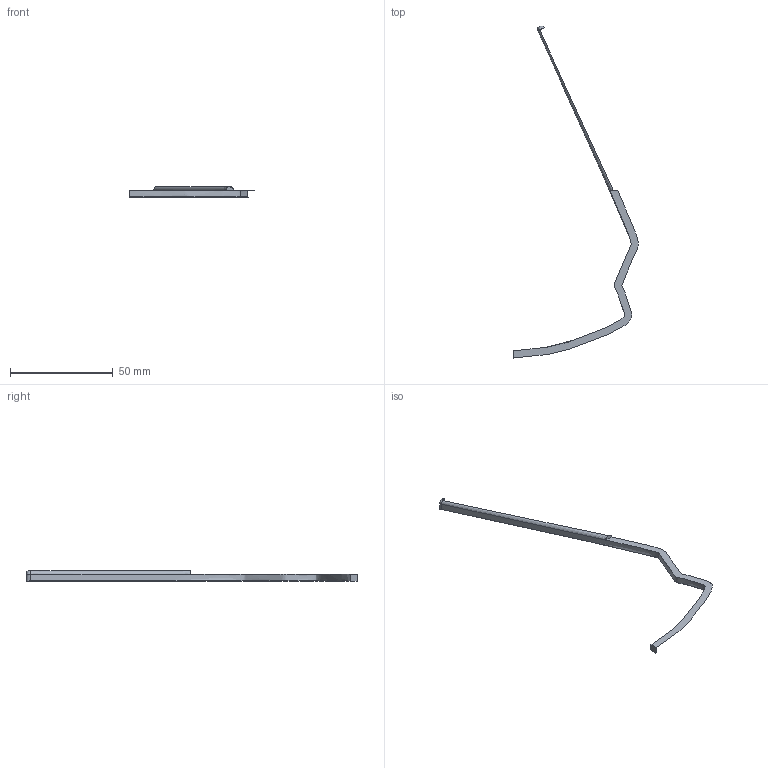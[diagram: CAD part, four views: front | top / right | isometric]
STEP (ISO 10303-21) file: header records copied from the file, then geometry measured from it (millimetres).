
FILE_DESCRIPTION(('HOOPS Exchange Step'),'2;1');
FILE_NAME('export-8B576765-CD08-4940-8D64-7742ACA0839E.stp','2020-03-30T09:54:32+02:00',('mau'),('Alibre'),'HOOPS Exchange 2019.2','Alibre','Unknown authorisation');
FILE_SCHEMA( ('AP242_MANAGED_MODEL_BASED_3D_ENGINEERING_MIM_LF {1 0 10303 442 1 1 4 }') );
Length unit declared in the file: centimetre
Products named in the file (1): glasses_frame
Bounding box: 60.77 x 161.63 x 5.25 mm (x, y, z)
Surface area: 1478.2 mm2 (no closed solid volume)
Topology: 0 solids, 1 shells, 8 faces, 22 edges, 15 vertices
Faces by surface type: bspline 5, plane 3
Entity records: 2782 total; most frequent: CARTESIAN_POINT 2591, ORIENTED_EDGE 34, EDGE_CURVE 22, DIRECTION 21, VERTEX_POINT 15, B_SPLINE_CURVE_WITH_KNOTS 13, EDGE_LOOP 8, FACE_BOUND 8
